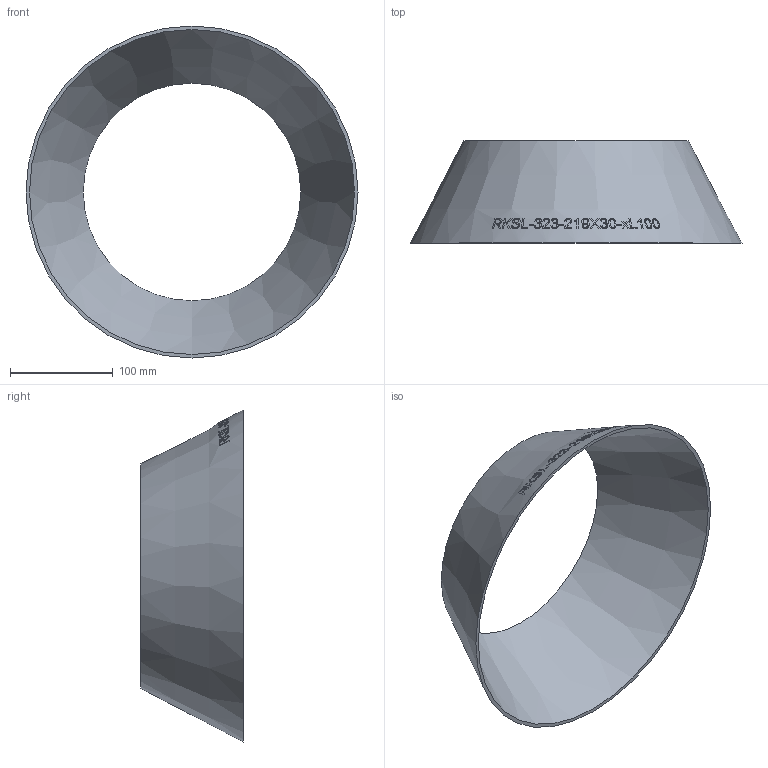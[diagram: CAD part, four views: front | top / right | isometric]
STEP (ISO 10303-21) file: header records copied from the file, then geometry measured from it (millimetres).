
FILE_DESCRIPTION (( 'STEP AP214' ), '1' );
FILE_NAME ('RKSL-323-219X30-xL100 Reduzierung Sonderlänge 2007.STEP', '2020-07-24T10:27:15', ( '' ), ( '' ), 'SwSTEP 2.0', 'SolidWorks 2019', '' );
FILE_SCHEMA (( 'AUTOMOTIVE_DESIGN' ));
Length unit declared in the file: millimetre
Products named in the file (1): RKSL-323-219X30-xL100 Reduzierung Sonderlänge 2007
Bounding box: 323.9 x 100 x 323.9 mm (x, y, z)
Volume: 285452.2 mm3; surface area: 195928.8 mm2
Topology: 1 solids, 1 shells, 267 faces, 717 edges, 478 vertices
Faces by surface type: bspline 237, cone 28, plane 2
Entity records: 48797 total; most frequent: CARTESIAN_POINT 41350, ORIENTED_EDGE 1430, EDGE_CURVE 715, B_SPLINE_CURVE_WITH_KNOTS 711, VERTEX_POINT 478, EDGE_LOOP 297, FACE_OUTER_BOUND 267, ADVANCED_FACE 267
